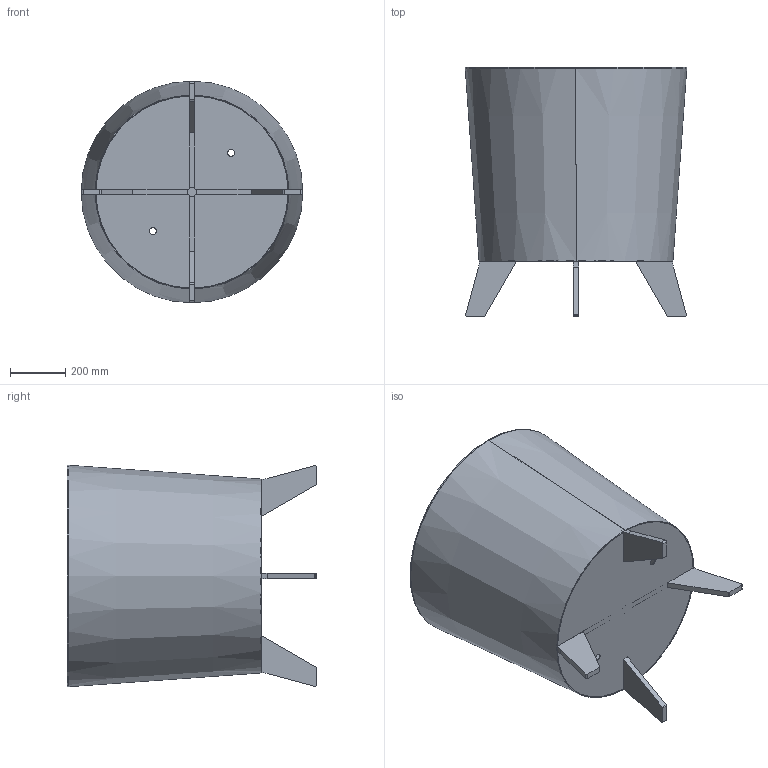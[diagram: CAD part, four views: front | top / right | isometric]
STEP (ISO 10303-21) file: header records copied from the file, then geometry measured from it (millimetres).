
FILE_DESCRIPTION (( 'STEP AP203' ), '1' );
FILE_NAME ('DUB-ADB2.STEP', '2020-02-18T12:26:54', ( '' ), ( '' ), 'SwSTEP 2.0', 'SolidWorks 2019', '' );
FILE_SCHEMA (( 'CONFIG_CONTROL_DESIGN' ));
Length unit declared in the file: millimetre
Products named in the file (6): DUB-ADB2 Botom; DUB-ADB2 Wall; DUB-ADB2 Foot; DUB-ADB2 Topring; DUB-ADB2; DUB-ADB2 Innerring
Assembly tree (10 placements, depth 2):
  DUB-ADB2
    DUB-ADB2 Wall
    DUB-ADB2 Innerring  x2
    DUB-ADB2 Topring  x2
    DUB-ADB2 Botom
    DUB-ADB2 Foot  x4
Bounding box: 800 x 900 x 800 mm (x, y, z)
Volume: 8966287.8 mm3; surface area: 4748820.2 mm2
Topology: 10 solids, 10 shells, 138 faces, 354 edges, 236 vertices
Faces by surface type: plane 88, cylinder 44, cone 6
Entity records: 2734 total; most frequent: DIRECTION 364, CARTESIAN_POINT 347, ORIENTED_EDGE 324, EDGE_CURVE 162, AXIS2_PLACEMENT_3D 125, VECTOR 114, LINE 114, VERTEX_POINT 108
